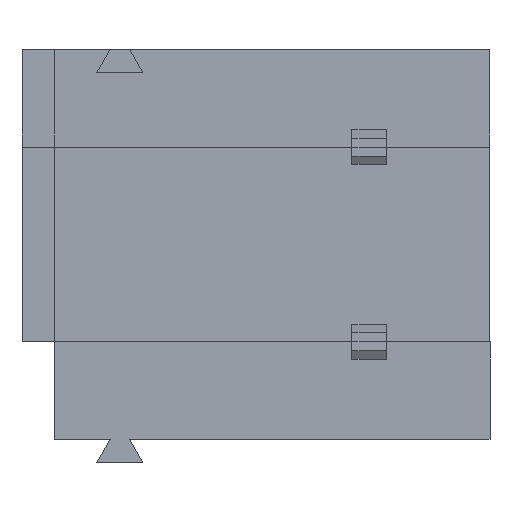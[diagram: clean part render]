
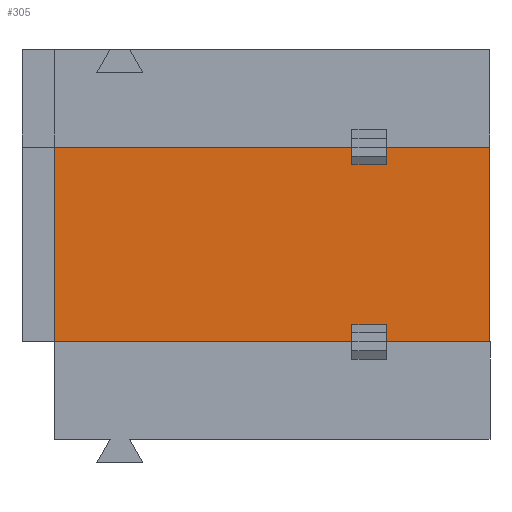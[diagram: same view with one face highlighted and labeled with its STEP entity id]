
A CAD part, front view. The second image highlights one B-rep face of the part: STEP entity #305.
In plain terms, the highlighted planar face has unit normal (0, -1, 0).
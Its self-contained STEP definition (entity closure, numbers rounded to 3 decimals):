
#305 = ADVANCED_FACE( '', ( #663 ), #664, .T. );
#663 = FACE_OUTER_BOUND( '', #1091, .T. );
#664 = PLANE( '', #1092 );
#1091 = EDGE_LOOP( '', ( #1813, #1814, #1815, #1816, #1817, #1818, #1819, #1820, #1821, #1822, #1823, #1824 ) );
#1092 = AXIS2_PLACEMENT_3D( '', #1825, #1826, #1827 );
#1813 = ORIENTED_EDGE( '', *, *, #2983, .T. );
#1814 = ORIENTED_EDGE( '', *, *, #2984, .T. );
#1815 = ORIENTED_EDGE( '', *, *, #2985, .T. );
#1816 = ORIENTED_EDGE( '', *, *, #2870, .T. );
#1817 = ORIENTED_EDGE( '', *, *, #2986, .T. );
#1818 = ORIENTED_EDGE( '', *, *, #2987, .T. );
#1819 = ORIENTED_EDGE( '', *, *, #2988, .T. );
#1820 = ORIENTED_EDGE( '', *, *, #2989, .T. );
#1821 = ORIENTED_EDGE( '', *, *, #2990, .T. );
#1822 = ORIENTED_EDGE( '', *, *, #2835, .T. );
#1823 = ORIENTED_EDGE( '', *, *, #2991, .T. );
#1824 = ORIENTED_EDGE( '', *, *, #2992, .T. );
#1825 = CARTESIAN_POINT( '', ( 5.675, 0., 2.24 ) );
#1826 = DIRECTION( '', ( 0., -1., 0. ) );
#1827 = DIRECTION( '', ( 0., 0., 1. ) );
#2835 = EDGE_CURVE( '', #3457, #3455, #3458, .T. );
#2870 = EDGE_CURVE( '', #3515, #3513, #3516, .T. );
#2983 = EDGE_CURVE( '', #3693, #3694, #3695, .T. );
#2984 = EDGE_CURVE( '', #3694, #3696, #3697, .T. );
#2985 = EDGE_CURVE( '', #3696, #3515, #3698, .T. );
#2986 = EDGE_CURVE( '', #3513, #3699, #3700, .T. );
#2987 = EDGE_CURVE( '', #3699, #3701, #3702, .T. );
#2988 = EDGE_CURVE( '', #3701, #3703, #3704, .T. );
#2989 = EDGE_CURVE( '', #3703, #3705, #3706, .T. );
#2990 = EDGE_CURVE( '', #3705, #3457, #3707, .T. );
#2991 = EDGE_CURVE( '', #3455, #3708, #3709, .T. );
#2992 = EDGE_CURVE( '', #3708, #3693, #3710, .T. );
#3455 = VERTEX_POINT( '', #4344 );
#3457 = VERTEX_POINT( '', #4347 );
#3458 = LINE( '', #4348, #4349 );
#3513 = VERTEX_POINT( '', #4428 );
#3515 = VERTEX_POINT( '', #4431 );
#3516 = LINE( '', #4432, #4433 );
#3693 = VERTEX_POINT( '', #4689 );
#3694 = VERTEX_POINT( '', #4690 );
#3695 = LINE( '', #4691, #4692 );
#3696 = VERTEX_POINT( '', #4693 );
#3697 = LINE( '', #4694, #4695 );
#3698 = LINE( '', #4696, #4697 );
#3699 = VERTEX_POINT( '', #4698 );
#3700 = LINE( '', #4699, #4700 );
#3701 = VERTEX_POINT( '', #4701 );
#3702 = LINE( '', #4702, #4703 );
#3703 = VERTEX_POINT( '', #4704 );
#3704 = LINE( '', #4705, #4706 );
#3705 = VERTEX_POINT( '', #4707 );
#3706 = LINE( '', #4708, #4709 );
#3707 = LINE( '', #4710, #4711 );
#3708 = VERTEX_POINT( '', #4712 );
#3709 = LINE( '', #4713, #4714 );
#3710 = LINE( '', #4715, #4716 );
#4344 = CARTESIAN_POINT( '', ( 11.35, 0., 5.08 ) );
#4347 = CARTESIAN_POINT( '', ( 11.35, 0., 0. ) );
#4348 = CARTESIAN_POINT( '', ( 11.35, 0., -2.54 ) );
#4349 = VECTOR( '', #5331, 1000. );
#4428 = CARTESIAN_POINT( '', ( 0., 0., 0. ) );
#4431 = CARTESIAN_POINT( '', ( 0., 0., 5.08 ) );
#4432 = CARTESIAN_POINT( '', ( 0., 0., 7.62 ) );
#4433 = VECTOR( '', #5366, 1000. );
#4689 = CARTESIAN_POINT( '', ( 8.65, 0., 4.63 ) );
#4690 = CARTESIAN_POINT( '', ( 7.75, 0., 4.63 ) );
#4691 = CARTESIAN_POINT( '', ( -17.3, 0., 4.63 ) );
#4692 = VECTOR( '', #5473, 1000. );
#4693 = CARTESIAN_POINT( '', ( 7.75, 0., 5.08 ) );
#4694 = CARTESIAN_POINT( '', ( 7.75, 0., 5.08 ) );
#4695 = VECTOR( '', #5474, 1000. );
#4696 = CARTESIAN_POINT( '', ( -17.35, 0., 5.08 ) );
#4697 = VECTOR( '', #5475, 1000. );
#4698 = CARTESIAN_POINT( '', ( 7.75, 0., 0. ) );
#4699 = CARTESIAN_POINT( '', ( -17.35, 0., 0. ) );
#4700 = VECTOR( '', #5476, 1000. );
#4701 = CARTESIAN_POINT( '', ( 7.75, 0., 0.45 ) );
#4702 = CARTESIAN_POINT( '', ( 7.75, 0., 5.08 ) );
#4703 = VECTOR( '', #5477, 1000. );
#4704 = CARTESIAN_POINT( '', ( 8.65, 0., 0.45 ) );
#4705 = CARTESIAN_POINT( '', ( -17.3, 0., 0.45 ) );
#4706 = VECTOR( '', #5478, 1000. );
#4707 = CARTESIAN_POINT( '', ( 8.65, 0., 0. ) );
#4708 = CARTESIAN_POINT( '', ( 8.65, 0., 5.08 ) );
#4709 = VECTOR( '', #5479, 1000. );
#4710 = CARTESIAN_POINT( '', ( -17.35, 0., 0. ) );
#4711 = VECTOR( '', #5480, 1000. );
#4712 = CARTESIAN_POINT( '', ( 8.65, 0., 5.08 ) );
#4713 = CARTESIAN_POINT( '', ( -17.35, 0., 5.08 ) );
#4714 = VECTOR( '', #5481, 1000. );
#4715 = CARTESIAN_POINT( '', ( 8.65, 0., 5.08 ) );
#4716 = VECTOR( '', #5482, 1000. );
#5331 = DIRECTION( '', ( 0., 0., 1. ) );
#5366 = DIRECTION( '', ( 0., 0., -1. ) );
#5473 = DIRECTION( '', ( -1., 0., 0. ) );
#5474 = DIRECTION( '', ( 0., 0., 1. ) );
#5475 = DIRECTION( '', ( -1., 0., 0. ) );
#5476 = DIRECTION( '', ( 1., 0., 0. ) );
#5477 = DIRECTION( '', ( 0., 0., 1. ) );
#5478 = DIRECTION( '', ( 1., 0., 0. ) );
#5479 = DIRECTION( '', ( 0., 0., -1. ) );
#5480 = DIRECTION( '', ( 1., 0., 0. ) );
#5481 = DIRECTION( '', ( -1., 0., 0. ) );
#5482 = DIRECTION( '', ( 0., 0., -1. ) );
